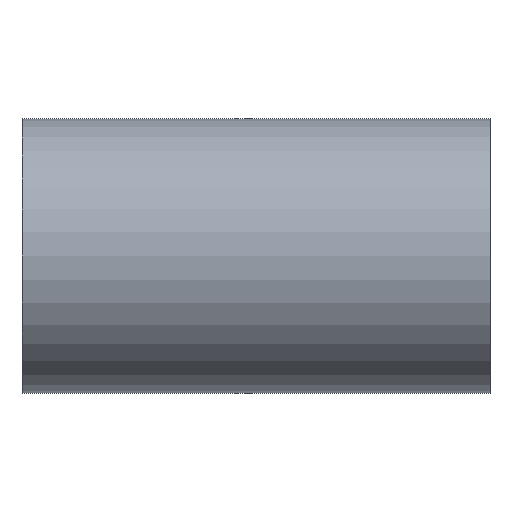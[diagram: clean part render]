
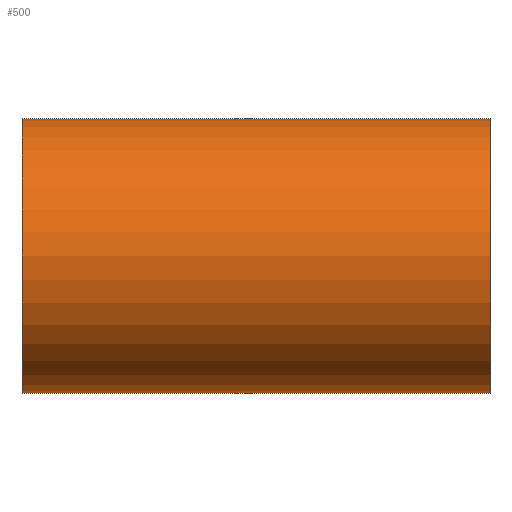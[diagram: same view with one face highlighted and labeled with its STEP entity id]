
A CAD part, front view. The second image highlights one B-rep face of the part: STEP entity #500.
In plain terms, the highlighted cylindrical face has radius 25.4 mm (diameter 50.8 mm), a partial arc.
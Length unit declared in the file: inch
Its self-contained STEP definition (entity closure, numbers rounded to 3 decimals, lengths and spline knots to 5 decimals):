
#7 = AXIS2_PLACEMENT_3D ( 'NONE', #55, #262, #98 ) ;
#23 = AXIS2_PLACEMENT_3D ( 'NONE', #525, #426, #115 ) ;
#55 = CARTESIAN_POINT ( 'NONE',  ( 0., 0., 0. ) ) ;
#69 = EDGE_CURVE ( 'NONE', #410, #462, #409, .T. ) ;
#85 = ORIENTED_EDGE ( 'NONE', *, *, #69, .F. ) ;
#98 = DIRECTION ( 'NONE',  ( 0., 0., 1. ) ) ;
#115 = DIRECTION ( 'NONE',  ( 0., 0., 1. ) ) ;
#129 = VECTOR ( 'NONE', #622, 39.37008 ) ;
#150 = CARTESIAN_POINT ( 'NONE',  ( -1.70276, 0., 1. ) ) ;
#186 = CARTESIAN_POINT ( 'NONE',  ( 0., 0., 1. ) ) ;
#198 = EDGE_CURVE ( 'NONE', #535, #410, #252, .T. ) ;
#233 = DIRECTION ( 'NONE',  ( 0., 0., 1. ) ) ;
#240 = CARTESIAN_POINT ( 'NONE',  ( -1.70276, 0., 0. ) ) ;
#244 = CARTESIAN_POINT ( 'NONE',  ( -1.70276, 0., -1. ) ) ;
#252 = LINE ( 'NONE', #415, #129 ) ;
#258 = VECTOR ( 'NONE', #501, 39.37008 ) ;
#262 = DIRECTION ( 'NONE',  ( -1., 0., 0. ) ) ;
#289 = AXIS2_PLACEMENT_3D ( 'NONE', #240, #645, #233 ) ;
#295 = EDGE_CURVE ( 'NONE', #535, #304, #434, .T. ) ;
#298 = LINE ( 'NONE', #186, #258 ) ;
#304 = VERTEX_POINT ( 'NONE', #635 ) ;
#333 = CARTESIAN_POINT ( 'NONE',  ( 1.70276, 0., -1. ) ) ;
#369 = ORIENTED_EDGE ( 'NONE', *, *, #295, .T. ) ;
#409 = CIRCLE ( 'NONE', #289, 1. ) ;
#410 = VERTEX_POINT ( 'NONE', #244 ) ;
#415 = CARTESIAN_POINT ( 'NONE',  ( 0., 0., -1. ) ) ;
#417 = ORIENTED_EDGE ( 'NONE', *, *, #611, .T. ) ;
#426 = DIRECTION ( 'NONE',  ( -1., 0., 0. ) ) ;
#434 = CIRCLE ( 'NONE', #23, 1. ) ;
#462 = VERTEX_POINT ( 'NONE', #150 ) ;
#500 = ADVANCED_FACE ( 'NONE', ( #566 ), #519, .T. ) ;
#501 = DIRECTION ( 'NONE',  ( -1., 0., 0. ) ) ;
#519 = CYLINDRICAL_SURFACE ( 'NONE', #7, 1. ) ;
#525 = CARTESIAN_POINT ( 'NONE',  ( 1.70276, 0., 0. ) ) ;
#535 = VERTEX_POINT ( 'NONE', #333 ) ;
#566 = FACE_OUTER_BOUND ( 'NONE', #580, .T. ) ;
#580 = EDGE_LOOP ( 'NONE', ( #628, #369, #417, #85 ) ) ;
#611 = EDGE_CURVE ( 'NONE', #304, #462, #298, .T. ) ;
#622 = DIRECTION ( 'NONE',  ( -1., 0., 0. ) ) ;
#628 = ORIENTED_EDGE ( 'NONE', *, *, #198, .F. ) ;
#635 = CARTESIAN_POINT ( 'NONE',  ( 1.70276, 0., 1. ) ) ;
#645 = DIRECTION ( 'NONE',  ( -1., 0., 0. ) ) ;
